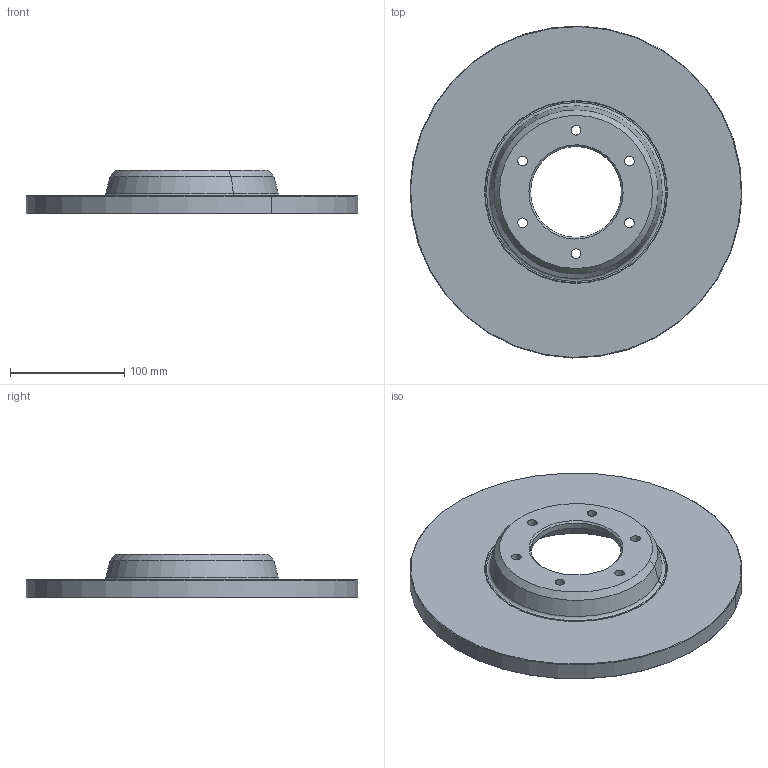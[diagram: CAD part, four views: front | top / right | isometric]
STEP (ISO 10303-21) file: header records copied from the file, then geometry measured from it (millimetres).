
FILE_DESCRIPTION(('CATIA V5 STEP Exchange','CAx-IF Rec.Pracs.--- Model Styling and Organization---1.2---2011-12-15'),'2;1');
FILE_NAME('disque AC cobra front BG BGSD121-13.stp','2024-09-18T14:27:26+00:00',('none'),('none'),'CATIA Version 5-6 Release 2014','CATIA V5 STEP AP214 Edition 3','none');
FILE_SCHEMA(('AUTOMOTIVE_DESIGN { 1 0 10303 214 3 1 1 1 }'));
Length unit declared in the file: millimetre
Products named in the file (1): disque AC cobra front BG BGSD121-13
Bounding box: 290.43 x 290.43 x 38.09 mm (x, y, z)
Volume: 937869.3 mm3; surface area: 155011.4 mm2
Topology: 1 solids, 1 shells, 46 faces, 104 edges, 65 vertices
Faces by surface type: cylinder 16, cone 14, torus 10, plane 6
Entity records: 1244 total; most frequent: ORIENTED_EDGE 208, CARTESIAN_POINT 205, DIRECTION 174, AXIS2_PLACEMENT_3D 110, EDGE_CURVE 104, CIRCLE 74, EDGE_LOOP 64, VERTEX_POINT 64
